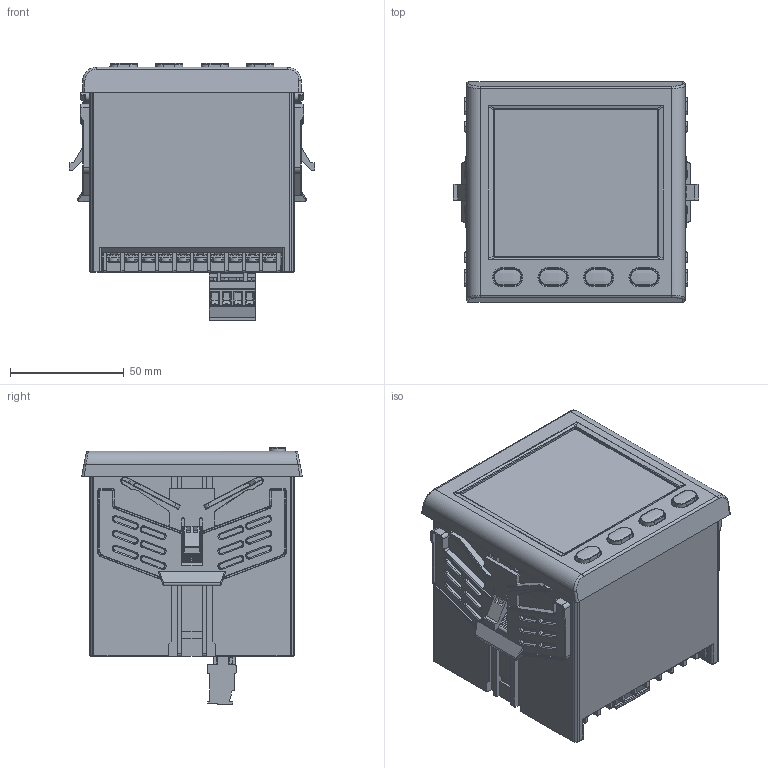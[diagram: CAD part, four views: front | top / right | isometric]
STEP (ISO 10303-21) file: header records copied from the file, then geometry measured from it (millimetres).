
FILE_DESCRIPTION (( 'STEP AP214' ), '1' );
FILE_NAME ('PD194PQ-9K4T 3D耀倰.STEP', '2018-12-29T02:40:24', ( 'User' ), ( 'china' ), 'SwSTEP 2.0', 'SolidWorks 2009', '' );
FILE_SCHEMA (( 'AUTOMOTIVE_DESIGN' ));
Length unit declared in the file: millimetre
Products named in the file (16): ヶ傍_Default; 芵隴啣; 葩璃 偌聽-埴瑩_Default; 奻狟啣; 假蚾殤; 綴醱啣; 10郋諉盄翐; 蹟隊; 俔褐-殏俔_3ㄞ4郋; 螺钉-全螺纹_3; 揤え_3ㄞ4郋; mstb_2.5-4-g-5.08; mvstbr_2.5-4-st-5.08; PD194PQ-9K4T 3D耀倰; 褲极_ヶ
Assembly tree (27 placements, depth 4):
  PD194PQ-9K4T 3D耀倰
    褲极_ヶ
    假蚾殤  x2
    芵隴啣
    10郋諉盄翐  x2
      蹟隊
        揤え_3ㄞ4郋
        螺钉-全螺纹_3
        俔褐-殏俔_3ㄞ4郋
      10郋諉盄翐
    葩璃 偌聽-埴瑩_Default
    mvstbr_2.5-4-st-5.08
    奻狟啣  x2
    mstb_2.5-4-g-5.08
    ヶ傍_Default
    綴醱啣
Bounding box: 108.1 x 97 x 113.16 mm (x, y, z)
Volume: 152578.2 mm3; surface area: 197937.6 mm2
Topology: 73 solids, 73 shells, 6301 faces, 16952 edges, 10853 vertices
Faces by surface type: plane 4479, cylinder 1329, bspline 283, cone 110, torus 96, sphere 4
Entity records: 106063 total; most frequent: CARTESIAN_POINT 22888, ORIENTED_EDGE 16638, DIRECTION 15629, EDGE_CURVE 8319, LINE 6237, VECTOR 6237, VERTEX_POINT 5328, AXIS2_PLACEMENT_3D 4696
